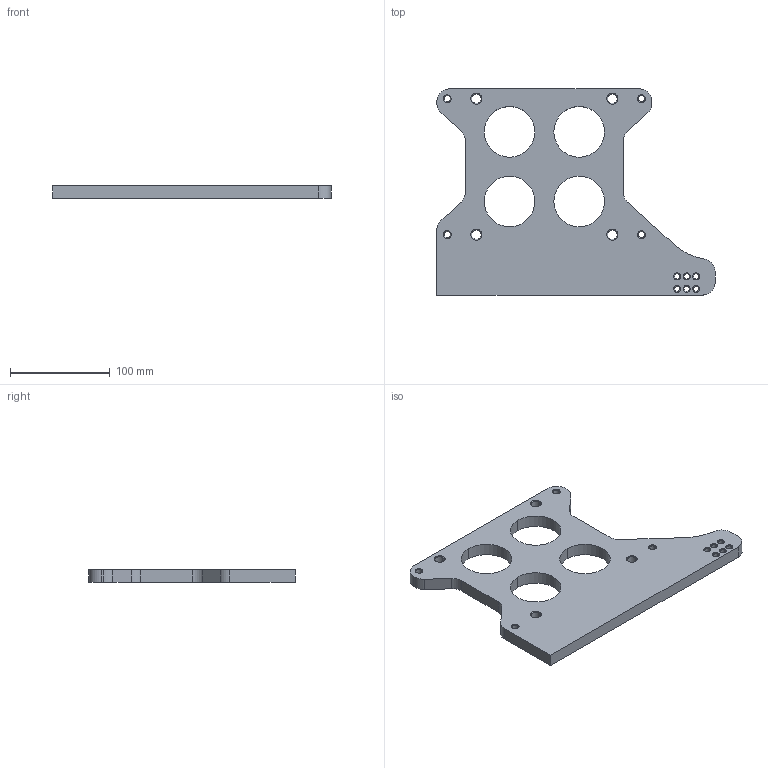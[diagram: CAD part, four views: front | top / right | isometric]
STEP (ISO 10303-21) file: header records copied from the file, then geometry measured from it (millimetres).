
FILE_DESCRIPTION((' '),'1');
FILE_NAME('7 Quick Start Solid Metric Nistor.step','2016-03-09 T10:22:19',(''),(''),'STEP Interface 2013 by CT CoreTechnologie','3D_Kernel_IO2013 by CT CoreTechnologie','');
FILE_SCHEMA(('AUTOMOTIVE_DESIGN'));
Length unit declared in the file: millimetre
Products named in the file (1): RDR1-2
Bounding box: 279.4 x 207.01 x 12.7 mm (x, y, z)
Volume: 429136.5 mm3; surface area: 91795.3 mm2
Topology: 1 solids, 1 shells, 90 faces, 264 edges, 176 vertices
Faces by surface type: cylinder 48, bspline 28, plane 14
Entity records: 3308 total; most frequent: CARTESIAN_POINT 783, DIRECTION 542, ORIENTED_EDGE 528, EDGE_CURVE 264, AXIS2_PLACEMENT_3D 215, VERTEX_POINT 176, CIRCLE 152, EDGE_LOOP 126
